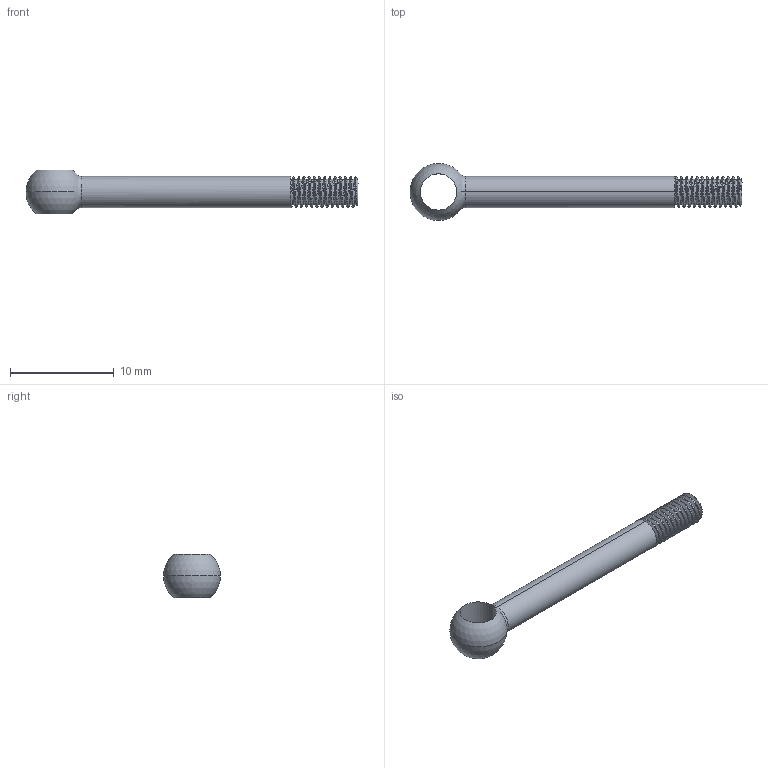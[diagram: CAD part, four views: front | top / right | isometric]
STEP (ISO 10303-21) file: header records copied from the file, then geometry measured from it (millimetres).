
FILE_DESCRIPTION (( 'STEP AP214' ), '1' );
FILE_NAME ('step Axe pied de pale M3.STEP', '2021-11-29T16:57:08', ( '' ), ( '' ), 'SwSTEP 2.0', 'SolidWorks 2019', '' );
FILE_SCHEMA (( 'AUTOMOTIVE_DESIGN' ));
Length unit declared in the file: millimetre
Products named in the file (1): step Axe pied de pale M3
Bounding box: 32.01 x 5.48 x 4.24 mm (x, y, z)
Volume: 220.5 mm3; surface area: 400.7 mm2
Topology: 1 solids, 1 shells, 41 faces, 115 edges, 74 vertices
Faces by surface type: cylinder 29, cone 3, bspline 3, torus 2, sphere 2, plane 2
Entity records: 3294 total; most frequent: CARTESIAN_POINT 2382, ORIENTED_EDGE 226, DIRECTION 147, EDGE_CURVE 113, VERTEX_POINT 74, AXIS2_PLACEMENT_3D 58, EDGE_LOOP 43, ADVANCED_FACE 41
